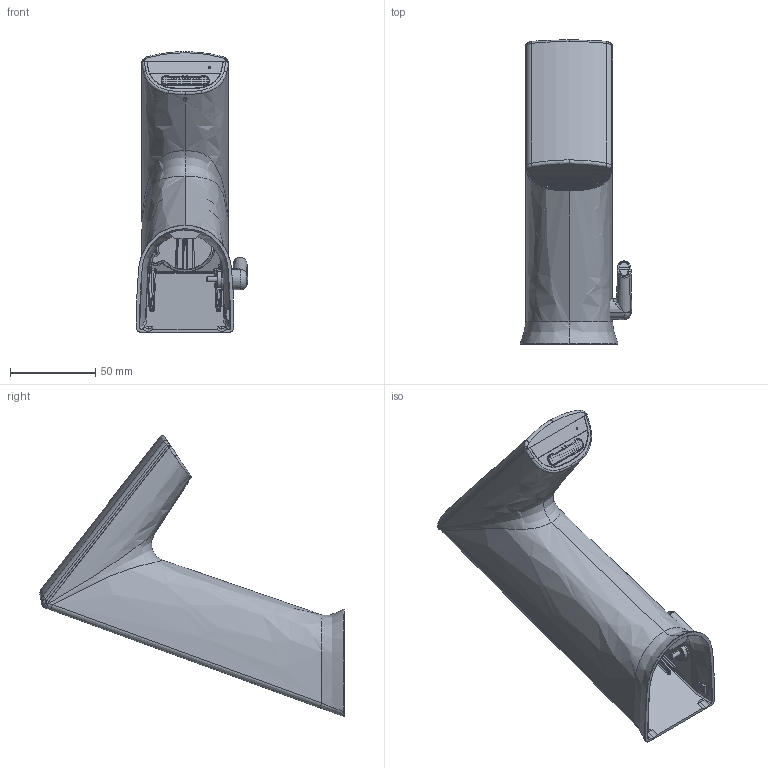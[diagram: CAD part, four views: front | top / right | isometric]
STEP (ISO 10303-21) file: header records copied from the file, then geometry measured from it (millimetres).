
FILE_DESCRIPTION (( 'STEP AP214' ), '1' );
FILE_NAME ('Ultra GM10 5472.STEP', '2014-07-24T11:45:30', ( 'admin' ), ( 'Hewlett-Packard Company' ), 'SwSTEP 2.0', 'SolidWorks 2013', '' );
FILE_SCHEMA (( 'AUTOMOTIVE_DESIGN' ));
Length unit declared in the file: millimetre
Products named in the file (1): Ultra GM10 5472
Bounding box: 65.3 x 178.02 x 164.18 mm (x, y, z)
Volume: 114515.6 mm3; surface area: 119410.7 mm2
Topology: 9 solids, 9 shells, 5777 faces, 15007 edges, 9030 vertices
Faces by surface type: bspline 1786, cylinder 1650, plane 1592, cone 285, torus 243, sphere 221
Entity records: 229289 total; most frequent: CARTESIAN_POINT 100182, ORIENTED_EDGE 29576, DIRECTION 21138, EDGE_CURVE 14788, VERTEX_POINT 9008, AXIS2_PLACEMENT_3D 7861, EDGE_LOOP 5964, FACE_OUTER_BOUND 5777
